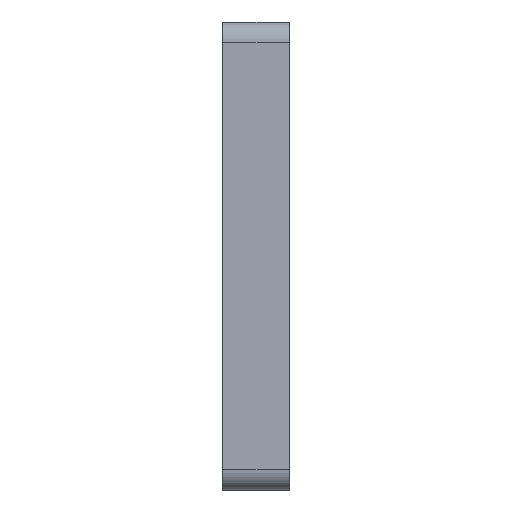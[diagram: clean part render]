
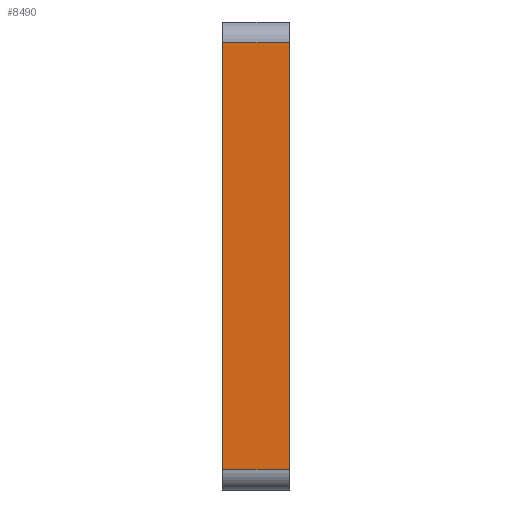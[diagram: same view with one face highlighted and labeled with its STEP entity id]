
A CAD part, left-side view. The second image highlights one B-rep face of the part: STEP entity #8490.
In plain terms, the highlighted planar face has unit normal (-1, 0, 0).
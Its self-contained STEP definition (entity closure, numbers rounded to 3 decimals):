
#138 = CARTESIAN_POINT ( 'NONE',  ( -97., 0., 32. ) ) ;
#394 = EDGE_LOOP ( 'NONE', ( #1233, #3925, #8667, #2655 ) ) ;
#419 = AXIS2_PLACEMENT_3D ( 'NONE', #2040, #1224, #9704 ) ;
#929 = CARTESIAN_POINT ( 'NONE',  ( -97., 10., 32. ) ) ;
#1212 = VECTOR ( 'NONE', #7394, 1000. ) ;
#1224 = DIRECTION ( 'NONE',  ( -1., 0., 0. ) ) ;
#1233 = ORIENTED_EDGE ( 'NONE', *, *, #8330, .T. ) ;
#1244 = CARTESIAN_POINT ( 'NONE',  ( -97., 0., -32. ) ) ;
#1597 = LINE ( 'NONE', #7925, #2667 ) ;
#1646 = VECTOR ( 'NONE', #5450, 1000. ) ;
#1917 = CARTESIAN_POINT ( 'NONE',  ( -97., 10., -32. ) ) ;
#2040 = CARTESIAN_POINT ( 'NONE',  ( -97., -70.349, -35. ) ) ;
#2210 = VERTEX_POINT ( 'NONE', #1917 ) ;
#2655 = ORIENTED_EDGE ( 'NONE', *, *, #3836, .T. ) ;
#2667 = VECTOR ( 'NONE', #3248, 1000. ) ;
#2974 = DIRECTION ( 'NONE',  ( 0., -1., 0. ) ) ;
#3248 = DIRECTION ( 'NONE',  ( 0., 0., 1. ) ) ;
#3356 = EDGE_CURVE ( 'NONE', #8300, #5556, #7827, .T. ) ;
#3836 = EDGE_CURVE ( 'NONE', #2210, #9065, #9901, .T. ) ;
#3925 = ORIENTED_EDGE ( 'NONE', *, *, #3356, .T. ) ;
#4207 = VECTOR ( 'NONE', #2974, 1000. ) ;
#4816 = LINE ( 'NONE', #7897, #1212 ) ;
#4944 = FACE_OUTER_BOUND ( 'NONE', #394, .T. ) ;
#5083 = CARTESIAN_POINT ( 'NONE',  ( -97., 0., -32. ) ) ;
#5450 = DIRECTION ( 'NONE',  ( 0., 1., 0. ) ) ;
#5556 = VERTEX_POINT ( 'NONE', #5806 ) ;
#5806 = CARTESIAN_POINT ( 'NONE',  ( -97., 10., 32. ) ) ;
#6572 = PLANE ( 'NONE',  #419 ) ;
#7394 = DIRECTION ( 'NONE',  ( 0., 0., 1. ) ) ;
#7531 = EDGE_CURVE ( 'NONE', #2210, #5556, #4816, .T. ) ;
#7827 = LINE ( 'NONE', #929, #1646 ) ;
#7897 = CARTESIAN_POINT ( 'NONE',  ( -97., 10., -35. ) ) ;
#7925 = CARTESIAN_POINT ( 'NONE',  ( -97., 0., -35. ) ) ;
#8300 = VERTEX_POINT ( 'NONE', #138 ) ;
#8330 = EDGE_CURVE ( 'NONE', #9065, #8300, #1597, .T. ) ;
#8490 = ADVANCED_FACE ( 'NONE', ( #4944 ), #6572, .T. ) ;
#8667 = ORIENTED_EDGE ( 'NONE', *, *, #7531, .F. ) ;
#9065 = VERTEX_POINT ( 'NONE', #1244 ) ;
#9704 = DIRECTION ( 'NONE',  ( 0., 0., 1. ) ) ;
#9901 = LINE ( 'NONE', #5083, #4207 ) ;
